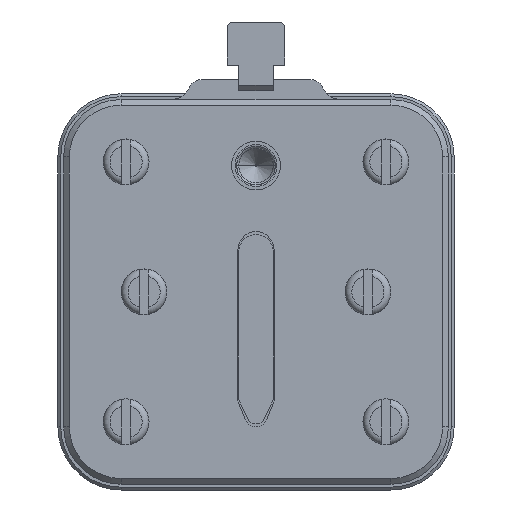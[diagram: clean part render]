
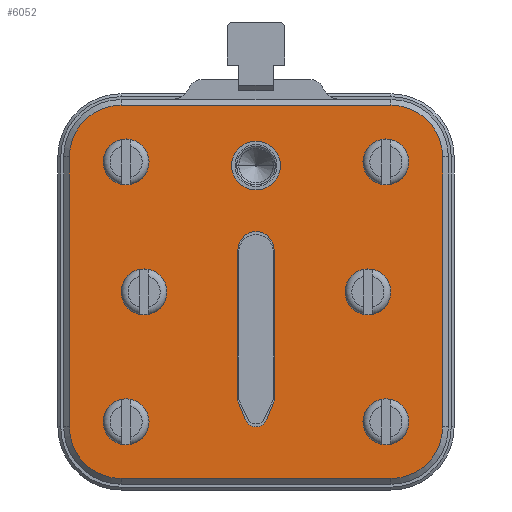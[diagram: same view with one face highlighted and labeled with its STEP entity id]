
A CAD part, front view. The second image highlights one B-rep face of the part: STEP entity #6052.
In plain terms, the highlighted face is planar.
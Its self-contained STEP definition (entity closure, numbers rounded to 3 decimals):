
#4379=DIRECTION('',(0.,0.,1.));
#4380=VECTOR('',#4379,47.);
#4381=CARTESIAN_POINT('',(32.5,3.,-23.5));
#4382=LINE('',#4381,#4380);
#4386=CARTESIAN_POINT('',(23.5,3.,23.5));
#4387=DIRECTION('',(0.,-1.,0.));
#4388=DIRECTION('',(1.,0.,0.));
#4389=AXIS2_PLACEMENT_3D('',#4386,#4387,#4388);
#4394=DIRECTION('',(-1.,0.,0.));
#4395=VECTOR('',#4394,47.);
#4396=CARTESIAN_POINT('',(23.5,3.,32.5));
#4397=LINE('',#4396,#4395);
#4401=CARTESIAN_POINT('',(-23.5,3.,23.5));
#4402=DIRECTION('',(0.,-1.,0.));
#4403=DIRECTION('',(0.,0.,1.));
#4404=AXIS2_PLACEMENT_3D('',#4401,#4402,#4403);
#4409=DIRECTION('',(0.,0.,-1.));
#4410=VECTOR('',#4409,47.);
#4411=CARTESIAN_POINT('',(-32.5,3.,23.5));
#4412=LINE('',#4411,#4410);
#4416=CARTESIAN_POINT('',(-23.5,3.,-23.5));
#4417=DIRECTION('',(0.,-1.,0.));
#4418=DIRECTION('',(-1.,0.,0.));
#4419=AXIS2_PLACEMENT_3D('',#4416,#4417,#4418);
#4424=DIRECTION('',(1.,0.,0.));
#4425=VECTOR('',#4424,47.);
#4426=CARTESIAN_POINT('',(-23.5,3.,-32.5));
#4427=LINE('',#4426,#4425);
#4431=CARTESIAN_POINT('',(23.5,3.,-23.5));
#4432=DIRECTION('',(0.,-1.,0.));
#4433=DIRECTION('',(0.,0.,-1.));
#4434=AXIS2_PLACEMENT_3D('',#4431,#4432,#4433);
#4439=CARTESIAN_POINT('',(22.627,3.,-22.627));
#4440=DIRECTION('',(0.,1.,0.));
#4441=DIRECTION('',(1.,0.,0.));
#4442=AXIS2_PLACEMENT_3D('',#4439,#4440,#4441);
#4447=CARTESIAN_POINT('',(22.627,3.,-22.627));
#4448=DIRECTION('',(0.,1.,0.));
#4449=DIRECTION('',(-1.,0.,0.));
#4450=AXIS2_PLACEMENT_3D('',#4447,#4448,#4449);
#4455=CARTESIAN_POINT('',(-22.627,3.,-22.627));
#4456=DIRECTION('',(0.,1.,0.));
#4457=DIRECTION('',(1.,0.,0.));
#4458=AXIS2_PLACEMENT_3D('',#4455,#4456,#4457);
#4463=CARTESIAN_POINT('',(-22.627,3.,-22.627));
#4464=DIRECTION('',(0.,1.,0.));
#4465=DIRECTION('',(-1.,0.,0.));
#4466=AXIS2_PLACEMENT_3D('',#4463,#4464,#4465);
#4471=CARTESIAN_POINT('',(-22.627,3.,22.627));
#4472=DIRECTION('',(0.,1.,0.));
#4473=DIRECTION('',(1.,0.,0.));
#4474=AXIS2_PLACEMENT_3D('',#4471,#4472,#4473);
#4479=CARTESIAN_POINT('',(-22.627,3.,22.627));
#4480=DIRECTION('',(0.,1.,0.));
#4481=DIRECTION('',(-1.,0.,0.));
#4482=AXIS2_PLACEMENT_3D('',#4479,#4480,#4481);
#4487=CARTESIAN_POINT('',(22.627,3.,22.627));
#4488=DIRECTION('',(0.,1.,0.));
#4489=DIRECTION('',(1.,0.,0.));
#4490=AXIS2_PLACEMENT_3D('',#4487,#4488,#4489);
#4495=CARTESIAN_POINT('',(22.627,3.,22.627));
#4496=DIRECTION('',(0.,1.,0.));
#4497=DIRECTION('',(-1.,0.,0.));
#4498=AXIS2_PLACEMENT_3D('',#4495,#4496,#4497);
#4503=DIRECTION('',(-0.929,0.,0.37));
#4504=VECTOR('',#4503,3.489);
#4505=CARTESIAN_POINT('',(-19.,3.,-3.15));
#4506=LINE('',#4505,#4504);
#4510=CARTESIAN_POINT('',(-21.5,3.,0.));
#4511=DIRECTION('',(0.,1.,0.));
#4512=DIRECTION('',(-0.37,0.,-0.929));
#4513=AXIS2_PLACEMENT_3D('',#4510,#4511,#4512);
#4518=CARTESIAN_POINT('',(-21.5,3.,0.));
#4519=DIRECTION('',(0.,1.,0.));
#4520=DIRECTION('',(-1.,0.,0.));
#4521=AXIS2_PLACEMENT_3D('',#4518,#4519,#4520);
#4526=DIRECTION('',(0.929,0.,0.37));
#4527=VECTOR('',#4526,3.489);
#4528=CARTESIAN_POINT('',(-22.241,3.,1.858));
#4529=LINE('',#4528,#4527);
#4533=CARTESIAN_POINT('',(7.35,3.,0.));
#4534=DIRECTION('',(0.,1.,0.));
#4535=DIRECTION('',(0.,0.,1.));
#4536=AXIS2_PLACEMENT_3D('',#4533,#4534,#4535);
#4541=CARTESIAN_POINT('',(7.35,3.,0.));
#4542=DIRECTION('',(0.,1.,0.));
#4543=DIRECTION('',(1.,0.,0.));
#4544=AXIS2_PLACEMENT_3D('',#4541,#4542,#4543);
#4549=CARTESIAN_POINT('',(22.,3.,0.));
#4550=DIRECTION('',(0.,1.,0.));
#4551=DIRECTION('',(1.,0.,0.));
#4552=AXIS2_PLACEMENT_3D('',#4549,#4550,#4551);
#4557=CARTESIAN_POINT('',(22.,3.,0.));
#4558=DIRECTION('',(0.,1.,0.));
#4559=DIRECTION('',(-1.,0.,0.));
#4560=AXIS2_PLACEMENT_3D('',#4557,#4558,#4559);
#4565=CARTESIAN_POINT('',(0.,3.,-19.5));
#4566=DIRECTION('',(0.,1.,0.));
#4567=DIRECTION('',(1.,0.,0.));
#4568=AXIS2_PLACEMENT_3D('',#4565,#4566,#4567);
#4573=CARTESIAN_POINT('',(0.,3.,-19.5));
#4574=DIRECTION('',(0.,1.,0.));
#4575=DIRECTION('',(-1.,0.,0.));
#4576=AXIS2_PLACEMENT_3D('',#4573,#4574,#4575);
#4581=CARTESIAN_POINT('',(0.,3.,19.5));
#4582=DIRECTION('',(0.,1.,0.));
#4583=DIRECTION('',(1.,0.,0.));
#4584=AXIS2_PLACEMENT_3D('',#4581,#4582,#4583);
#4589=CARTESIAN_POINT('',(0.,3.,19.5));
#4590=DIRECTION('',(0.,1.,0.));
#4591=DIRECTION('',(-1.,0.,0.));
#4592=AXIS2_PLACEMENT_3D('',#4589,#4590,#4591);
#5126=DIRECTION('',(1.,0.,0.));
#5127=VECTOR('',#5126,26.35);
#5128=CARTESIAN_POINT('',(-19.,3.,-3.15));
#5129=LINE('',#5128,#5127);
#5154=DIRECTION('',(-1.,0.,0.));
#5155=VECTOR('',#5154,26.35);
#5156=CARTESIAN_POINT('',(7.35,3.,3.15));
#5157=LINE('',#5156,#5155);
#5585=CARTESIAN_POINT('',(19.977,3.,-22.627));
#5586=VERTEX_POINT('',#5585);
#5587=CARTESIAN_POINT('',(25.277,3.,-22.627));
#5588=VERTEX_POINT('',#5587);
#5589=CARTESIAN_POINT('',(32.5,3.,-23.5));
#5590=CARTESIAN_POINT('',(32.5,3.,23.5));
#5591=VERTEX_POINT('',#5589);
#5592=VERTEX_POINT('',#5590);
#5593=CARTESIAN_POINT('',(23.5,3.,32.5));
#5594=VERTEX_POINT('',#5593);
#5595=CARTESIAN_POINT('',(-23.5,3.,32.5));
#5596=VERTEX_POINT('',#5595);
#5597=CARTESIAN_POINT('',(-32.5,3.,23.5));
#5598=VERTEX_POINT('',#5597);
#5599=CARTESIAN_POINT('',(-32.5,3.,-23.5));
#5600=VERTEX_POINT('',#5599);
#5601=CARTESIAN_POINT('',(-23.5,3.,-32.5));
#5602=VERTEX_POINT('',#5601);
#5603=CARTESIAN_POINT('',(23.5,3.,-32.5));
#5604=VERTEX_POINT('',#5603);
#5605=CARTESIAN_POINT('',(-19.977,3.,-22.627));
#5606=CARTESIAN_POINT('',(-25.277,3.,-22.627));
#5607=VERTEX_POINT('',#5605);
#5608=VERTEX_POINT('',#5606);
#5609=CARTESIAN_POINT('',(-19.977,3.,22.627));
#5610=CARTESIAN_POINT('',(-25.277,3.,22.627));
#5611=VERTEX_POINT('',#5609);
#5612=VERTEX_POINT('',#5610);
#5613=CARTESIAN_POINT('',(25.277,3.,22.627));
#5614=CARTESIAN_POINT('',(19.977,3.,22.627));
#5615=VERTEX_POINT('',#5613);
#5616=VERTEX_POINT('',#5614);
#5617=CARTESIAN_POINT('',(-19.,3.,-3.15));
#5618=CARTESIAN_POINT('',(7.35,3.,-3.15));
#5619=VERTEX_POINT('',#5617);
#5620=VERTEX_POINT('',#5618);
#5621=CARTESIAN_POINT('',(-22.241,3.,-1.858));
#5622=VERTEX_POINT('',#5621);
#5623=CARTESIAN_POINT('',(-23.5,3.,0.));
#5624=VERTEX_POINT('',#5623);
#5625=CARTESIAN_POINT('',(-22.241,3.,1.858));
#5626=VERTEX_POINT('',#5625);
#5627=CARTESIAN_POINT('',(-19.,3.,3.15));
#5628=VERTEX_POINT('',#5627);
#5629=CARTESIAN_POINT('',(7.35,3.,3.15));
#5630=VERTEX_POINT('',#5629);
#5631=CARTESIAN_POINT('',(10.5,3.,0.));
#5632=VERTEX_POINT('',#5631);
#5633=CARTESIAN_POINT('',(25.375,3.,0.));
#5634=CARTESIAN_POINT('',(18.625,3.,0.));
#5635=VERTEX_POINT('',#5633);
#5636=VERTEX_POINT('',#5634);
#5637=CARTESIAN_POINT('',(3.1,3.,-19.5));
#5638=CARTESIAN_POINT('',(-3.1,3.,-19.5));
#5639=VERTEX_POINT('',#5637);
#5640=VERTEX_POINT('',#5638);
#5641=CARTESIAN_POINT('',(3.1,3.,19.5));
#5642=CARTESIAN_POINT('',(-3.1,3.,19.5));
#5643=VERTEX_POINT('',#5641);
#5644=VERTEX_POINT('',#5642);
#5970=CARTESIAN_POINT('',(0.,3.,0.));
#5971=DIRECTION('',(0.,1.,0.));
#5972=DIRECTION('',(1.,0.,0.));
#5973=AXIS2_PLACEMENT_3D('',#5970,#5971,#5972);
#5974=PLANE('',#5973);
#5976=ORIENTED_EDGE('',*,*,#5975,.T.);
#5977=ORIENTED_EDGE('',*,*,#5960,.T.);
#5979=ORIENTED_EDGE('',*,*,#5978,.T.);
#5981=ORIENTED_EDGE('',*,*,#5980,.T.);
#5983=ORIENTED_EDGE('',*,*,#5982,.T.);
#5985=ORIENTED_EDGE('',*,*,#5984,.T.);
#5987=ORIENTED_EDGE('',*,*,#5986,.T.);
#5989=ORIENTED_EDGE('',*,*,#5988,.T.);
#5990=EDGE_LOOP('',(#5976,#5977,#5979,#5981,#5983,#5985,#5987,#5989));
#5991=FACE_OUTER_BOUND('',#5990,.F.);
#5993=ORIENTED_EDGE('',*,*,#5992,.T.);
#5995=ORIENTED_EDGE('',*,*,#5994,.T.);
#5996=EDGE_LOOP('',(#5993,#5995));
#5997=FACE_BOUND('',#5996,.F.);
#5999=ORIENTED_EDGE('',*,*,#5998,.T.);
#6001=ORIENTED_EDGE('',*,*,#6000,.T.);
#6002=EDGE_LOOP('',(#5999,#6001));
#6003=FACE_BOUND('',#6002,.F.);
#6005=ORIENTED_EDGE('',*,*,#6004,.T.);
#6007=ORIENTED_EDGE('',*,*,#6006,.T.);
#6008=EDGE_LOOP('',(#6005,#6007));
#6009=FACE_BOUND('',#6008,.F.);
#6011=ORIENTED_EDGE('',*,*,#6010,.T.);
#6013=ORIENTED_EDGE('',*,*,#6012,.T.);
#6014=EDGE_LOOP('',(#6011,#6013));
#6015=FACE_BOUND('',#6014,.F.);
#6017=ORIENTED_EDGE('',*,*,#6016,.F.);
#6019=ORIENTED_EDGE('',*,*,#6018,.T.);
#6021=ORIENTED_EDGE('',*,*,#6020,.T.);
#6023=ORIENTED_EDGE('',*,*,#6022,.T.);
#6025=ORIENTED_EDGE('',*,*,#6024,.T.);
#6027=ORIENTED_EDGE('',*,*,#6026,.F.);
#6029=ORIENTED_EDGE('',*,*,#6028,.T.);
#6031=ORIENTED_EDGE('',*,*,#6030,.T.);
#6032=EDGE_LOOP('',(#6017,#6019,#6021,#6023,#6025,#6027,#6029,#6031));
#6033=FACE_BOUND('',#6032,.F.);
#6035=ORIENTED_EDGE('',*,*,#6034,.T.);
#6037=ORIENTED_EDGE('',*,*,#6036,.T.);
#6038=EDGE_LOOP('',(#6035,#6037));
#6039=FACE_BOUND('',#6038,.F.);
#6041=ORIENTED_EDGE('',*,*,#6040,.T.);
#6043=ORIENTED_EDGE('',*,*,#6042,.T.);
#6044=EDGE_LOOP('',(#6041,#6043));
#6045=FACE_BOUND('',#6044,.F.);
#6047=ORIENTED_EDGE('',*,*,#6046,.T.);
#6049=ORIENTED_EDGE('',*,*,#6048,.T.);
#6050=EDGE_LOOP('',(#6047,#6049));
#6051=FACE_BOUND('',#6050,.F.);
#4390=CIRCLE('',#4389,9.);
#4405=CIRCLE('',#4404,9.);
#4420=CIRCLE('',#4419,9.);
#4435=CIRCLE('',#4434,9.);
#4443=CIRCLE('',#4442,2.65);
#4451=CIRCLE('',#4450,2.65);
#4459=CIRCLE('',#4458,2.65);
#4467=CIRCLE('',#4466,2.65);
#4475=CIRCLE('',#4474,2.65);
#4483=CIRCLE('',#4482,2.65);
#4491=CIRCLE('',#4490,2.65);
#4499=CIRCLE('',#4498,2.65);
#4514=CIRCLE('',#4513,2.);
#4522=CIRCLE('',#4521,2.);
#4537=CIRCLE('',#4536,3.15);
#4545=CIRCLE('',#4544,3.15);
#4553=CIRCLE('',#4552,3.375);
#4561=CIRCLE('',#4560,3.375);
#4569=CIRCLE('',#4568,3.1);
#4577=CIRCLE('',#4576,3.1);
#4585=CIRCLE('',#4584,3.1);
#4593=CIRCLE('',#4592,3.1);
#5960=EDGE_CURVE('',#5592,#5594,#4390,.T.);
#5975=EDGE_CURVE('',#5591,#5592,#4382,.T.);
#5978=EDGE_CURVE('',#5594,#5596,#4397,.T.);
#5980=EDGE_CURVE('',#5596,#5598,#4405,.T.);
#5982=EDGE_CURVE('',#5598,#5600,#4412,.T.);
#5984=EDGE_CURVE('',#5600,#5602,#4420,.T.);
#5986=EDGE_CURVE('',#5602,#5604,#4427,.T.);
#5988=EDGE_CURVE('',#5604,#5591,#4435,.T.);
#5992=EDGE_CURVE('',#5588,#5586,#4443,.T.);
#5994=EDGE_CURVE('',#5586,#5588,#4451,.T.);
#5998=EDGE_CURVE('',#5607,#5608,#4459,.T.);
#6000=EDGE_CURVE('',#5608,#5607,#4467,.T.);
#6004=EDGE_CURVE('',#5611,#5612,#4475,.T.);
#6006=EDGE_CURVE('',#5612,#5611,#4483,.T.);
#6010=EDGE_CURVE('',#5615,#5616,#4491,.T.);
#6012=EDGE_CURVE('',#5616,#5615,#4499,.T.);
#6016=EDGE_CURVE('',#5619,#5620,#5129,.T.);
#6018=EDGE_CURVE('',#5619,#5622,#4506,.T.);
#6020=EDGE_CURVE('',#5622,#5624,#4514,.T.);
#6022=EDGE_CURVE('',#5624,#5626,#4522,.T.);
#6024=EDGE_CURVE('',#5626,#5628,#4529,.T.);
#6026=EDGE_CURVE('',#5630,#5628,#5157,.T.);
#6028=EDGE_CURVE('',#5630,#5632,#4537,.T.);
#6030=EDGE_CURVE('',#5632,#5620,#4545,.T.);
#6034=EDGE_CURVE('',#5635,#5636,#4553,.T.);
#6036=EDGE_CURVE('',#5636,#5635,#4561,.T.);
#6040=EDGE_CURVE('',#5639,#5640,#4569,.T.);
#6042=EDGE_CURVE('',#5640,#5639,#4577,.T.);
#6046=EDGE_CURVE('',#5643,#5644,#4585,.T.);
#6048=EDGE_CURVE('',#5644,#5643,#4593,.T.);
#6052=ADVANCED_FACE('',(#5991,#5997,#6003,#6009,#6015,#6033,#6039,#6045,#6051),
#5974,.T.);
